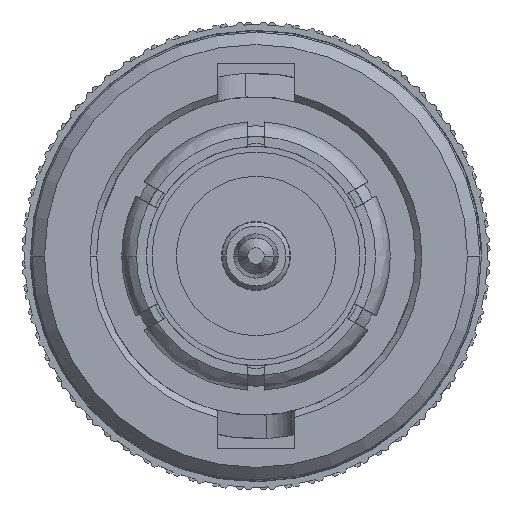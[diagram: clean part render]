
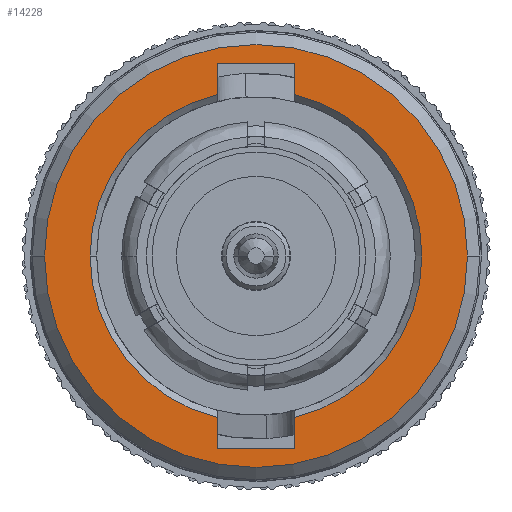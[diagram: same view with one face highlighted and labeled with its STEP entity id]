
A CAD part, left-side view. The second image highlights one B-rep face of the part: STEP entity #14228.
In plain terms, the highlighted face is planar.
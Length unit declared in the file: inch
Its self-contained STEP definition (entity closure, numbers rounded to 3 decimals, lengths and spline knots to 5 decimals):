
#69 = CARTESIAN_POINT ( 'NONE',  ( 0.047, 0.27184, -0.973 ) ) ;
#103 = CIRCLE ( 'NONE', #8738, 0.202 ) ;
#309 = DIRECTION ( 'NONE',  ( 0., 0., 1. ) ) ;
#346 = VECTOR ( 'NONE', #13273, 39.37008 ) ;
#769 = VERTEX_POINT ( 'NONE', #12261 ) ;
#814 = ORIENTED_EDGE ( 'NONE', *, *, #6469, .F. ) ;
#899 = CIRCLE ( 'NONE', #9516, 0.2575 ) ;
#965 = EDGE_CURVE ( 'NONE', #769, #3651, #1936, .T. ) ;
#1545 = CARTESIAN_POINT ( 'NONE',  ( -0.047, -0.19646, -0.973 ) ) ;
#1598 = CARTESIAN_POINT ( 'NONE',  ( -0.047, -0.234, -0.973 ) ) ;
#1651 = CIRCLE ( 'NONE', #9019, 0.202 ) ;
#1694 = FACE_BOUND ( 'NONE', #8797, .T. ) ;
#1730 = CARTESIAN_POINT ( 'NONE',  ( -0.047, 0.234, -0.973 ) ) ;
#1755 = VECTOR ( 'NONE', #13803, 39.37008 ) ;
#1804 = CARTESIAN_POINT ( 'NONE',  ( 0.047, 0.234, -0.973 ) ) ;
#1810 = AXIS2_PLACEMENT_3D ( 'NONE', #14182, #2695, #14487 ) ;
#1936 = LINE ( 'NONE', #14812, #1755 ) ;
#2241 = AXIS2_PLACEMENT_3D ( 'NONE', #14717, #6311, #9853 ) ;
#2250 = VERTEX_POINT ( 'NONE', #11409 ) ;
#2441 = ORIENTED_EDGE ( 'NONE', *, *, #13438, .T. ) ;
#2695 = DIRECTION ( 'NONE',  ( 0., 0., -1. ) ) ;
#2703 = FACE_OUTER_BOUND ( 'NONE', #10064, .T. ) ;
#2715 = LINE ( 'NONE', #14583, #346 ) ;
#2908 = CARTESIAN_POINT ( 'NONE',  ( 0., 0., -0.973 ) ) ;
#3021 = DIRECTION ( 'NONE',  ( 1., 0., 0. ) ) ;
#3130 = VECTOR ( 'NONE', #4933, 39.37008 ) ;
#3153 = VERTEX_POINT ( 'NONE', #3905 ) ;
#3458 = ORIENTED_EDGE ( 'NONE', *, *, #5590, .T. ) ;
#3651 = VERTEX_POINT ( 'NONE', #1545 ) ;
#3905 = CARTESIAN_POINT ( 'NONE',  ( -0.2575, 0., -0.973 ) ) ;
#3923 = CARTESIAN_POINT ( 'NONE',  ( 0.2575, 0., -0.973 ) ) ;
#4103 = CARTESIAN_POINT ( 'NONE',  ( 0., 0., -0.973 ) ) ;
#4711 = ORIENTED_EDGE ( 'NONE', *, *, #9242, .F. ) ;
#4933 = DIRECTION ( 'NONE',  ( 0., -1., 0. ) ) ;
#5039 = VERTEX_POINT ( 'NONE', #5337 ) ;
#5159 = PLANE ( 'NONE',  #2241 ) ;
#5337 = CARTESIAN_POINT ( 'NONE',  ( -0.047, 0.19646, -0.973 ) ) ;
#5590 = EDGE_CURVE ( 'NONE', #11056, #2250, #103, .T. ) ;
#5748 = VERTEX_POINT ( 'NONE', #11511 ) ;
#6217 = LINE ( 'NONE', #1598, #14091 ) ;
#6311 = DIRECTION ( 'NONE',  ( 0., 0., 1. ) ) ;
#6400 = LINE ( 'NONE', #11103, #9444 ) ;
#6432 = DIRECTION ( 'NONE',  ( 0., -1., 0. ) ) ;
#6446 = CARTESIAN_POINT ( 'NONE',  ( -0.202, 0., -0.973 ) ) ;
#6469 = EDGE_CURVE ( 'NONE', #11056, #5748, #6400, .T. ) ;
#6804 = VECTOR ( 'NONE', #6432, 39.37008 ) ;
#6811 = EDGE_CURVE ( 'NONE', #3651, #7319, #8459, .T. ) ;
#6899 = VERTEX_POINT ( 'NONE', #3923 ) ;
#7319 = VERTEX_POINT ( 'NONE', #6446 ) ;
#7581 = EDGE_CURVE ( 'NONE', #13392, #10004, #2715, .T. ) ;
#7599 = DIRECTION ( 'NONE',  ( -1., 0., 0. ) ) ;
#8043 = EDGE_CURVE ( 'NONE', #769, #5748, #6217, .T. ) ;
#8262 = DIRECTION ( 'NONE',  ( 1., 0., 0. ) ) ;
#8325 = CARTESIAN_POINT ( 'NONE',  ( 0.047, -0.19646, -0.973 ) ) ;
#8421 = DIRECTION ( 'NONE',  ( 0., -1., 0. ) ) ;
#8459 = CIRCLE ( 'NONE', #1810, 0.202 ) ;
#8460 = ORIENTED_EDGE ( 'NONE', *, *, #9083, .F. ) ;
#8738 = AXIS2_PLACEMENT_3D ( 'NONE', #2908, #11061, #7599 ) ;
#8797 = EDGE_LOOP ( 'NONE', ( #11182, #14959, #13599, #814, #3458, #13432, #12387, #2441, #8460 ) ) ;
#8804 = DIRECTION ( 'NONE',  ( -1., 0., 0. ) ) ;
#9019 = AXIS2_PLACEMENT_3D ( 'NONE', #4103, #11187, #8804 ) ;
#9083 = EDGE_CURVE ( 'NONE', #7319, #5039, #1651, .T. ) ;
#9242 = EDGE_CURVE ( 'NONE', #6899, #3153, #899, .T. ) ;
#9287 = EDGE_CURVE ( 'NONE', #13392, #2250, #12876, .T. ) ;
#9347 = CARTESIAN_POINT ( 'NONE',  ( -0.047, 0.234, -0.973 ) ) ;
#9444 = VECTOR ( 'NONE', #8421, 39.37008 ) ;
#9516 = AXIS2_PLACEMENT_3D ( 'NONE', #10101, #10483, #8262 ) ;
#9733 = AXIS2_PLACEMENT_3D ( 'NONE', #13425, #309, #3021 ) ;
#9853 = DIRECTION ( 'NONE',  ( 1., 0., 0. ) ) ;
#10004 = VERTEX_POINT ( 'NONE', #9347 ) ;
#10064 = EDGE_LOOP ( 'NONE', ( #4711, #14242 ) ) ;
#10101 = CARTESIAN_POINT ( 'NONE',  ( 0., 0., -0.973 ) ) ;
#10483 = DIRECTION ( 'NONE',  ( 0., 0., 1. ) ) ;
#11052 = LINE ( 'NONE', #1730, #6804 ) ;
#11056 = VERTEX_POINT ( 'NONE', #8325 ) ;
#11061 = DIRECTION ( 'NONE',  ( 0., 0., 1. ) ) ;
#11103 = CARTESIAN_POINT ( 'NONE',  ( 0.047, 0.27184, -0.973 ) ) ;
#11182 = ORIENTED_EDGE ( 'NONE', *, *, #6811, .F. ) ;
#11187 = DIRECTION ( 'NONE',  ( 0., 0., -1. ) ) ;
#11409 = CARTESIAN_POINT ( 'NONE',  ( 0.047, 0.19646, -0.973 ) ) ;
#11511 = CARTESIAN_POINT ( 'NONE',  ( 0.047, -0.234, -0.973 ) ) ;
#12261 = CARTESIAN_POINT ( 'NONE',  ( -0.047, -0.234, -0.973 ) ) ;
#12387 = ORIENTED_EDGE ( 'NONE', *, *, #7581, .T. ) ;
#12671 = EDGE_CURVE ( 'NONE', #3153, #6899, #14678, .T. ) ;
#12876 = LINE ( 'NONE', #69, #3130 ) ;
#13273 = DIRECTION ( 'NONE',  ( -1., 0., 0. ) ) ;
#13392 = VERTEX_POINT ( 'NONE', #1804 ) ;
#13425 = CARTESIAN_POINT ( 'NONE',  ( 0., 0., -0.973 ) ) ;
#13432 = ORIENTED_EDGE ( 'NONE', *, *, #9287, .F. ) ;
#13438 = EDGE_CURVE ( 'NONE', #10004, #5039, #11052, .T. ) ;
#13599 = ORIENTED_EDGE ( 'NONE', *, *, #8043, .T. ) ;
#13803 = DIRECTION ( 'NONE',  ( 0., 1., 0. ) ) ;
#14091 = VECTOR ( 'NONE', #14396, 39.37008 ) ;
#14182 = CARTESIAN_POINT ( 'NONE',  ( 0., 0., -0.973 ) ) ;
#14228 = ADVANCED_FACE ( 'NONE', ( #1694, #2703 ), #5159, .F. ) ;
#14242 = ORIENTED_EDGE ( 'NONE', *, *, #12671, .F. ) ;
#14396 = DIRECTION ( 'NONE',  ( 1., 0., 0. ) ) ;
#14487 = DIRECTION ( 'NONE',  ( -1., 0., 0. ) ) ;
#14583 = CARTESIAN_POINT ( 'NONE',  ( 0.047, 0.234, -0.973 ) ) ;
#14678 = CIRCLE ( 'NONE', #9733, 0.2575 ) ;
#14717 = CARTESIAN_POINT ( 'NONE',  ( 0.01901, 0.27184, -0.973 ) ) ;
#14812 = CARTESIAN_POINT ( 'NONE',  ( -0.047, 0.27184, -0.973 ) ) ;
#14959 = ORIENTED_EDGE ( 'NONE', *, *, #965, .F. ) ;
